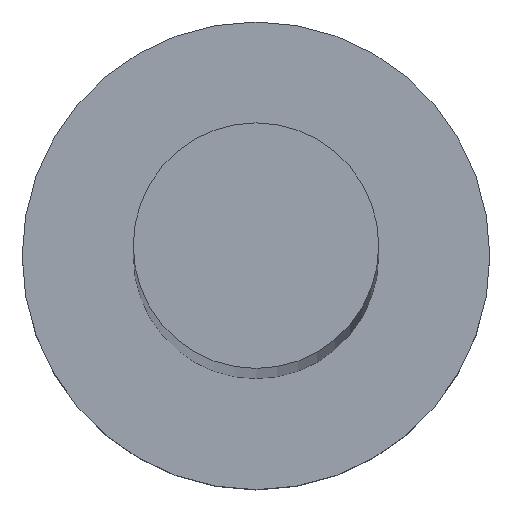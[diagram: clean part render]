
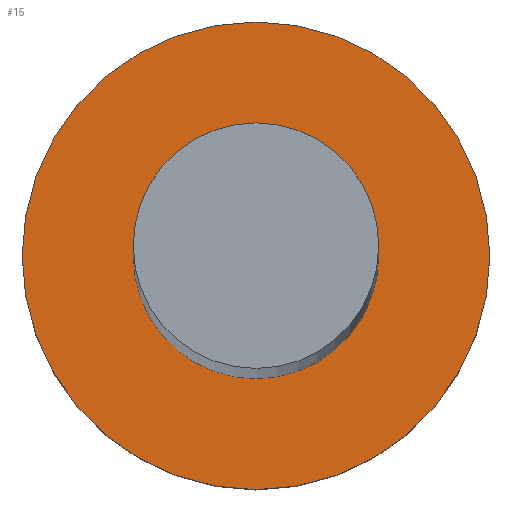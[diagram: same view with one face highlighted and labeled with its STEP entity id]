
A CAD part, top view. The second image highlights one B-rep face of the part: STEP entity #15.
In plain terms, the highlighted planar face has unit normal (0, 0, 1).
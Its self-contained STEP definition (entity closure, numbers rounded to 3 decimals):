
#9 = ORIENTED_EDGE ( 'NONE', *, *, #239, .T. ) ;
#15 = ADVANCED_FACE ( 'NONE', ( #198, #17 ), #20, .T. ) ;
#17 = FACE_OUTER_BOUND ( 'NONE', #190, .T. ) ;
#18 = CARTESIAN_POINT ( 'NONE',  ( -2.1, 0., 3. ) ) ;
#20 = PLANE ( 'NONE',  #163 ) ;
#22 = CARTESIAN_POINT ( 'NONE',  ( 0., 0., 3. ) ) ;
#52 = ORIENTED_EDGE ( 'NONE', *, *, #159, .F. ) ;
#53 = CIRCLE ( 'NONE', #156, 2.1 ) ;
#58 = DIRECTION ( 'NONE',  ( 1., 0., 0. ) ) ;
#61 = DIRECTION ( 'NONE',  ( 1., 0., 0. ) ) ;
#75 = EDGE_LOOP ( 'NONE', ( #52, #243 ) ) ;
#83 = CARTESIAN_POINT ( 'NONE',  ( 0., 0., 3. ) ) ;
#88 = VERTEX_POINT ( 'NONE', #117 ) ;
#90 = AXIS2_PLACEMENT_3D ( 'NONE', #22, #104, #233 ) ;
#95 = CIRCLE ( 'NONE', #162, 2.1 ) ;
#98 = EDGE_CURVE ( 'NONE', #194, #184, #99, .T. ) ;
#99 = CIRCLE ( 'NONE', #90, 4. ) ;
#102 = DIRECTION ( 'NONE',  ( 1., 0., 0. ) ) ;
#103 = CARTESIAN_POINT ( 'NONE',  ( -4., 0., 3. ) ) ;
#104 = DIRECTION ( 'NONE',  ( 0., 0., 1. ) ) ;
#108 = VERTEX_POINT ( 'NONE', #18 ) ;
#112 = ORIENTED_EDGE ( 'NONE', *, *, #98, .T. ) ;
#117 = CARTESIAN_POINT ( 'NONE',  ( 2.1, 0., 3. ) ) ;
#122 = CARTESIAN_POINT ( 'NONE',  ( 4., 0., 3. ) ) ;
#139 = DIRECTION ( 'NONE',  ( 0., 0., 1. ) ) ;
#146 = CARTESIAN_POINT ( 'NONE',  ( 0., 0., 3. ) ) ;
#153 = DIRECTION ( 'NONE',  ( 0., 0., 1. ) ) ;
#155 = DIRECTION ( 'NONE',  ( 0., 0., 1. ) ) ;
#156 = AXIS2_PLACEMENT_3D ( 'NONE', #83, #139, #177 ) ;
#159 = EDGE_CURVE ( 'NONE', #108, #88, #95, .T. ) ;
#162 = AXIS2_PLACEMENT_3D ( 'NONE', #254, #153, #58 ) ;
#163 = AXIS2_PLACEMENT_3D ( 'NONE', #251, #234, #102 ) ;
#173 = CIRCLE ( 'NONE', #204, 4. ) ;
#174 = EDGE_CURVE ( 'NONE', #88, #108, #53, .T. ) ;
#177 = DIRECTION ( 'NONE',  ( 1., 0., 0. ) ) ;
#184 = VERTEX_POINT ( 'NONE', #103 ) ;
#190 = EDGE_LOOP ( 'NONE', ( #9, #112 ) ) ;
#194 = VERTEX_POINT ( 'NONE', #122 ) ;
#198 = FACE_BOUND ( 'NONE', #75, .T. ) ;
#204 = AXIS2_PLACEMENT_3D ( 'NONE', #146, #155, #61 ) ;
#233 = DIRECTION ( 'NONE',  ( 1., 0., 0. ) ) ;
#234 = DIRECTION ( 'NONE',  ( 0., 0., 1. ) ) ;
#239 = EDGE_CURVE ( 'NONE', #184, #194, #173, .T. ) ;
#243 = ORIENTED_EDGE ( 'NONE', *, *, #174, .F. ) ;
#251 = CARTESIAN_POINT ( 'NONE',  ( 0., 0., 3. ) ) ;
#254 = CARTESIAN_POINT ( 'NONE',  ( 0., 0., 3. ) ) ;
